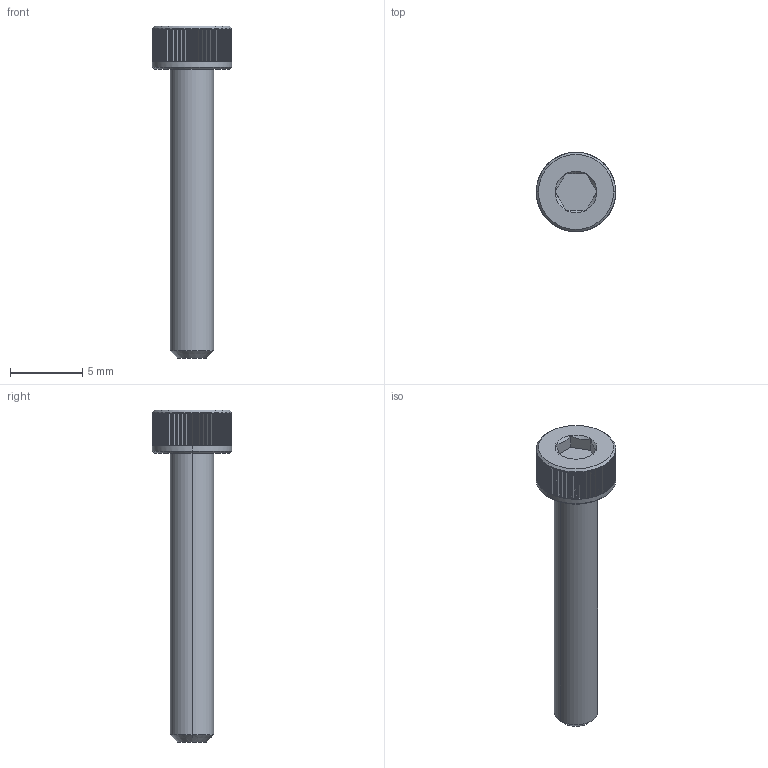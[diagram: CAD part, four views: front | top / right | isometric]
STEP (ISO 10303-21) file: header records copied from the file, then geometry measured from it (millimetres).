
FILE_DESCRIPTION (( 'STEP AP203' ), '1' );
FILE_NAME ('91290A123_NO THREADS_Black-Oxide Alloy Steel Socket Head Screw.STEP', '2021-09-10T18:23:30', ( 'Administrator' ), ( 'Managed by Terraform' ), 'SwSTEP 2.0', 'SolidWorks 2017', '' );
FILE_SCHEMA (( 'CONFIG_CONTROL_DESIGN' ));
Length unit declared in the file: millimetre
Products named in the file (1): 91290A123_NO THREADS_Black-Oxide Alloy Steel Socket Head Screw
Bounding box: 5.5 x 5.5 x 23 mm (x, y, z)
Volume: 203.1 mm3; surface area: 368.6 mm2
Topology: 1 solids, 1 shells, 726 faces, 1629 edges, 1080 vertices
Faces by surface type: plane 710, cone 12, cylinder 4
Entity records: 20210 total; most frequent: CARTESIAN_POINT 3478, DIRECTION 3451, ORIENTED_EDGE 3258, EDGE_CURVE 1629, VECTOR 1249, LINE 1249, AXIS2_PLACEMENT_3D 1101, VERTEX_POINT 1080
